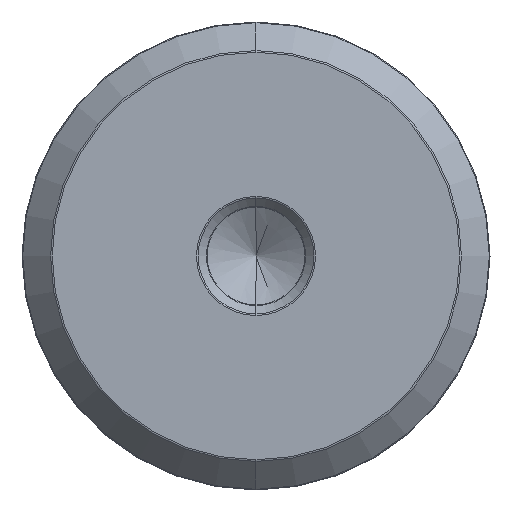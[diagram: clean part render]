
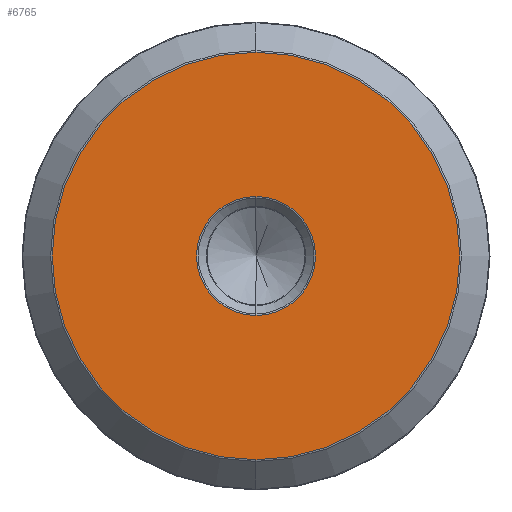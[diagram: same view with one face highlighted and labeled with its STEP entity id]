
A CAD part, left-side view. The second image highlights one B-rep face of the part: STEP entity #6765.
In plain terms, the highlighted planar face has unit normal (-1, 0, 0).
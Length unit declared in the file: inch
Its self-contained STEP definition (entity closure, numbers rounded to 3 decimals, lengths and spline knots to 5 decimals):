
#537 = EDGE_CURVE ( 'NONE', #1651, #7717, #568, .T. ) ;
#568 = CIRCLE ( 'NONE', #5871, 0.43543 ) ;
#856 = DIRECTION ( 'NONE',  ( -1., 0., 0. ) ) ;
#1005 = DIRECTION ( 'NONE',  ( 0., 0., 1. ) ) ;
#1270 = DIRECTION ( 'NONE',  ( 0., 0., 1. ) ) ;
#1651 = VERTEX_POINT ( 'NONE', #9054 ) ;
#2970 = EDGE_CURVE ( 'NONE', #6727, #8498, #7172, .T. ) ;
#3211 = AXIS2_PLACEMENT_3D ( 'NONE', #6262, #9080, #1270 ) ;
#3268 = PLANE ( 'NONE',  #8361 ) ;
#3280 = EDGE_CURVE ( 'NONE', #8498, #6727, #6559, .T. ) ;
#3318 = DIRECTION ( 'NONE',  ( 0., 0., 1. ) ) ;
#3562 = CARTESIAN_POINT ( 'NONE',  ( 0., 0., 0. ) ) ;
#3693 = DIRECTION ( 'NONE',  ( 0., 0., 1. ) ) ;
#3703 = CIRCLE ( 'NONE', #4444, 0.43543 ) ;
#4444 = AXIS2_PLACEMENT_3D ( 'NONE', #3562, #856, #3693 ) ;
#4585 = DIRECTION ( 'NONE',  ( -1., 0., 0. ) ) ;
#4637 = CARTESIAN_POINT ( 'NONE',  ( 0., 0., 0. ) ) ;
#4671 = EDGE_CURVE ( 'NONE', #7717, #1651, #3703, .T. ) ;
#5429 = DIRECTION ( 'NONE',  ( -1., 0., 0. ) ) ;
#5476 = CARTESIAN_POINT ( 'NONE',  ( 0., 0., 0.12707 ) ) ;
#5728 = EDGE_LOOP ( 'NONE', ( #6988, #6014 ) ) ;
#5871 = AXIS2_PLACEMENT_3D ( 'NONE', #6113, #4585, #1005 ) ;
#5972 = CARTESIAN_POINT ( 'NONE',  ( 0., 0., -0.43543 ) ) ;
#6014 = ORIENTED_EDGE ( 'NONE', *, *, #3280, .T. ) ;
#6113 = CARTESIAN_POINT ( 'NONE',  ( 0., 0., 0. ) ) ;
#6161 = DIRECTION ( 'NONE',  ( 1., 0., 0. ) ) ;
#6262 = CARTESIAN_POINT ( 'NONE',  ( 0., 0., 0. ) ) ;
#6559 = CIRCLE ( 'NONE', #7747, 0.12707 ) ;
#6727 = VERTEX_POINT ( 'NONE', #5476 ) ;
#6765 = ADVANCED_FACE ( 'NONE', ( #8199, #6901 ), #3268, .T. ) ;
#6901 = FACE_OUTER_BOUND ( 'NONE', #7994, .T. ) ;
#6988 = ORIENTED_EDGE ( 'NONE', *, *, #2970, .T. ) ;
#7172 = CIRCLE ( 'NONE', #3211, 0.12707 ) ;
#7509 = CARTESIAN_POINT ( 'NONE',  ( 0., 0.5, 0. ) ) ;
#7717 = VERTEX_POINT ( 'NONE', #5972 ) ;
#7747 = AXIS2_PLACEMENT_3D ( 'NONE', #4637, #6161, #8884 ) ;
#7994 = EDGE_LOOP ( 'NONE', ( #8974, #8892 ) ) ;
#8199 = FACE_BOUND ( 'NONE', #5728, .T. ) ;
#8361 = AXIS2_PLACEMENT_3D ( 'NONE', #7509, #5429, #3318 ) ;
#8498 = VERTEX_POINT ( 'NONE', #8778 ) ;
#8778 = CARTESIAN_POINT ( 'NONE',  ( 0., 0., -0.12707 ) ) ;
#8884 = DIRECTION ( 'NONE',  ( 0., 0., 1. ) ) ;
#8892 = ORIENTED_EDGE ( 'NONE', *, *, #4671, .T. ) ;
#8974 = ORIENTED_EDGE ( 'NONE', *, *, #537, .T. ) ;
#9054 = CARTESIAN_POINT ( 'NONE',  ( 0., 0., 0.43543 ) ) ;
#9080 = DIRECTION ( 'NONE',  ( 1., 0., 0. ) ) ;
